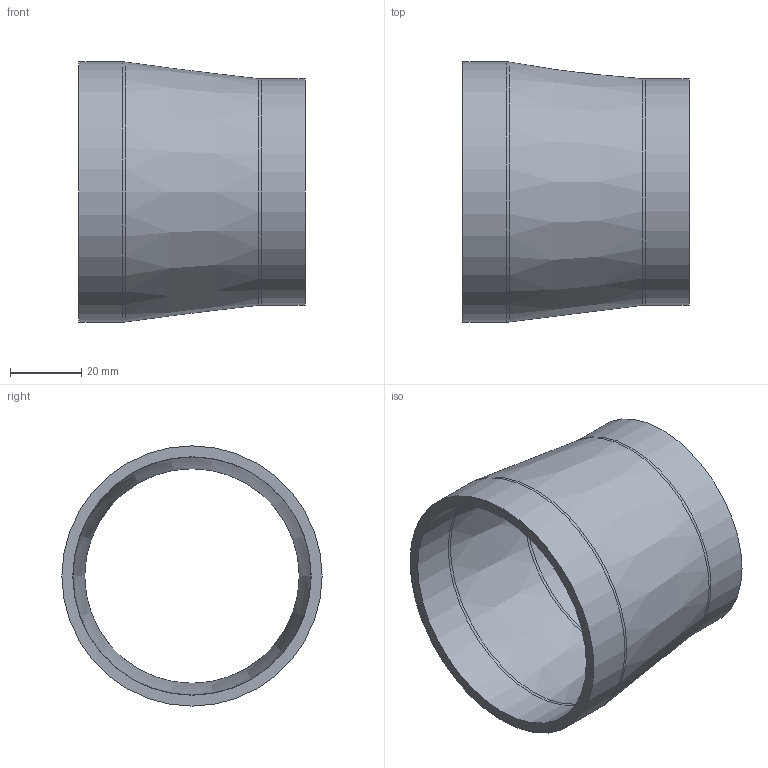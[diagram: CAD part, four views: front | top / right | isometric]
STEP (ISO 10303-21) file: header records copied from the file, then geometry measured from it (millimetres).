
FILE_DESCRIPTION(/* description */ (''),/* implementation_level */ '2;1');
FILE_NAME(/* name */ '19WX-2.5.stp',/* time_stamp */ '2021-09-01T16:43:14-04:00',/* author */ ('rick'),/* organization */ (''),/* preprocessor_version */ 'ST-DEVELOPER v18',/* originating_system */ 'Autodesk Inventor 2020',/* authorisation */ '');
FILE_SCHEMA (('AUTOMOTIVE_DESIGN { 1 0 10303 214 3 1 1 }','PROCESS_PLANNING_SCHEMA'));
Length unit declared in the file: inch
Products named in the file (1): 19WX-2.5
Bounding box: 63.5 x 73.03 x 73.03 mm (x, y, z)
Volume: 35050.2 mm3; surface area: 27271.4 mm2
Topology: 1 solids, 1 shells, 12 faces, 42 edges, 32 vertices
Faces by surface type: torus 4, cylinder 4, cone 2, plane 2
Full cylindrical faces by diameter (mm): 60.198 x1, 63.5 x1, 66.929 x1, 73.025 x1
Entity records: 545 total; most frequent: DIRECTION 104, CARTESIAN_POINT 87, ORIENTED_EDGE 84, AXIS2_PLACEMENT_3D 49, EDGE_CURVE 42, CIRCLE 36, VERTEX_POINT 32, EDGE_LOOP 14
